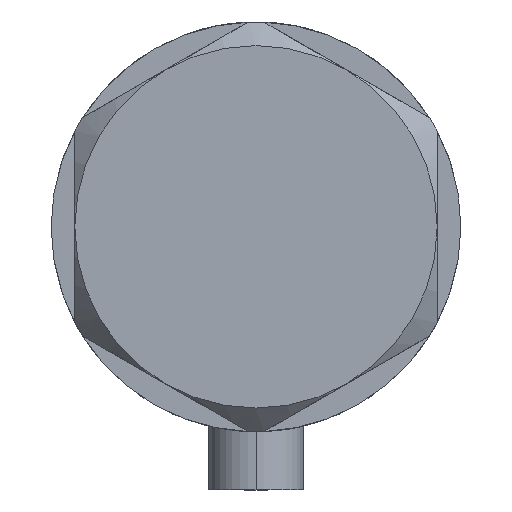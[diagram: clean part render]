
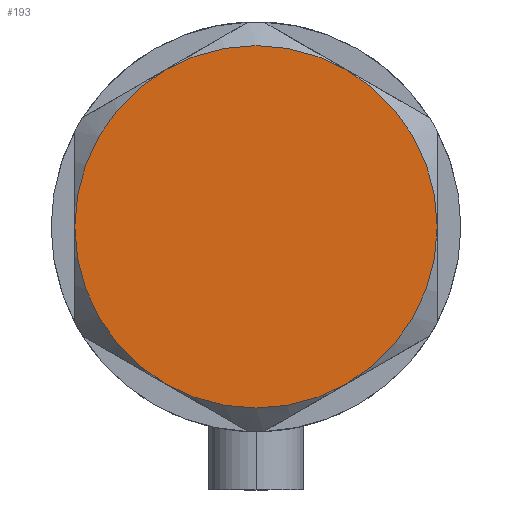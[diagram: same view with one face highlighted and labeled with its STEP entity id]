
A CAD part, left-side view. The second image highlights one B-rep face of the part: STEP entity #193.
In plain terms, the highlighted face is planar.
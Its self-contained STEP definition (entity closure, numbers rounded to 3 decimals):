
#57 = CARTESIAN_POINT ( 'NONE',  ( 0., 0., 9. ) ) ;
#98 = CARTESIAN_POINT ( 'NONE',  ( -11.5, 19.919, 9. ) ) ;
#193 = ADVANCED_FACE ( 'NONE', ( #4013 ), #1480, .T. ) ;
#208 = CARTESIAN_POINT ( 'NONE',  ( -11.5, -19.919, 9. ) ) ;
#209 = CARTESIAN_POINT ( 'NONE',  ( 11.5, -19.919, 9. ) ) ;
#247 = ORIENTED_EDGE ( 'NONE', *, *, #3307, .T. ) ;
#273 = CIRCLE ( 'NONE', #3564, 23. ) ;
#281 = DIRECTION ( 'NONE',  ( 0., 0., 1. ) ) ;
#449 = CIRCLE ( 'NONE', #4292, 23. ) ;
#463 = AXIS2_PLACEMENT_3D ( 'NONE', #2617, #4765, #4091 ) ;
#591 = ORIENTED_EDGE ( 'NONE', *, *, #4259, .T. ) ;
#627 = CARTESIAN_POINT ( 'NONE',  ( 0., 0., 9. ) ) ;
#681 = ORIENTED_EDGE ( 'NONE', *, *, #1924, .T. ) ;
#853 = DIRECTION ( 'NONE',  ( 0., 0., 1. ) ) ;
#984 = AXIS2_PLACEMENT_3D ( 'NONE', #627, #1693, #3174 ) ;
#1199 = CARTESIAN_POINT ( 'NONE',  ( 11.5, 19.919, 9. ) ) ;
#1480 = PLANE ( 'NONE',  #3637 ) ;
#1563 = EDGE_CURVE ( 'NONE', #4490, #1910, #2737, .T. ) ;
#1564 = DIRECTION ( 'NONE',  ( 0., 0., 1. ) ) ;
#1693 = DIRECTION ( 'NONE',  ( 0., 0., 1. ) ) ;
#1710 = VERTEX_POINT ( 'NONE', #3215 ) ;
#1910 = VERTEX_POINT ( 'NONE', #1984 ) ;
#1924 = EDGE_CURVE ( 'NONE', #2931, #4490, #449, .T. ) ;
#1984 = CARTESIAN_POINT ( 'NONE',  ( 23., 0., 9. ) ) ;
#2035 = DIRECTION ( 'NONE',  ( 1., 0., 0. ) ) ;
#2381 = CARTESIAN_POINT ( 'NONE',  ( 0., 0., 9. ) ) ;
#2407 = DIRECTION ( 'NONE',  ( 1., 0., 0. ) ) ;
#2445 = CARTESIAN_POINT ( 'NONE',  ( 0., 0., 9. ) ) ;
#2543 = AXIS2_PLACEMENT_3D ( 'NONE', #57, #1564, #4181 ) ;
#2617 = CARTESIAN_POINT ( 'NONE',  ( 0., 0., 9. ) ) ;
#2701 = ORIENTED_EDGE ( 'NONE', *, *, #1563, .T. ) ;
#2737 = CIRCLE ( 'NONE', #3968, 23. ) ;
#2795 = VERTEX_POINT ( 'NONE', #1199 ) ;
#2931 = VERTEX_POINT ( 'NONE', #208 ) ;
#2933 = EDGE_CURVE ( 'NONE', #4376, #1710, #273, .T. ) ;
#2953 = CIRCLE ( 'NONE', #984, 23. ) ;
#3008 = CARTESIAN_POINT ( 'NONE',  ( 0., 0., 9. ) ) ;
#3174 = DIRECTION ( 'NONE',  ( 1., 0., 0. ) ) ;
#3215 = CARTESIAN_POINT ( 'NONE',  ( -23., 0., 9. ) ) ;
#3307 = EDGE_CURVE ( 'NONE', #1710, #2931, #2953, .T. ) ;
#3337 = ORIENTED_EDGE ( 'NONE', *, *, #3698, .T. ) ;
#3564 = AXIS2_PLACEMENT_3D ( 'NONE', #2445, #4250, #4709 ) ;
#3602 = ORIENTED_EDGE ( 'NONE', *, *, #2933, .T. ) ;
#3637 = AXIS2_PLACEMENT_3D ( 'NONE', #3639, #281, #3665 ) ;
#3639 = CARTESIAN_POINT ( 'NONE',  ( 0., 0., 9. ) ) ;
#3665 = DIRECTION ( 'NONE',  ( 1., 0., 0. ) ) ;
#3698 = EDGE_CURVE ( 'NONE', #2795, #4376, #4650, .T. ) ;
#3910 = CIRCLE ( 'NONE', #463, 23. ) ;
#3968 = AXIS2_PLACEMENT_3D ( 'NONE', #3008, #853, #2407 ) ;
#4013 = FACE_OUTER_BOUND ( 'NONE', #4449, .T. ) ;
#4091 = DIRECTION ( 'NONE',  ( 1., 0., 0. ) ) ;
#4181 = DIRECTION ( 'NONE',  ( 1., 0., 0. ) ) ;
#4250 = DIRECTION ( 'NONE',  ( 0., 0., 1. ) ) ;
#4259 = EDGE_CURVE ( 'NONE', #1910, #2795, #3910, .T. ) ;
#4273 = DIRECTION ( 'NONE',  ( 0., 0., 1. ) ) ;
#4292 = AXIS2_PLACEMENT_3D ( 'NONE', #2381, #4273, #2035 ) ;
#4376 = VERTEX_POINT ( 'NONE', #98 ) ;
#4449 = EDGE_LOOP ( 'NONE', ( #2701, #591, #3337, #3602, #247, #681 ) ) ;
#4490 = VERTEX_POINT ( 'NONE', #209 ) ;
#4650 = CIRCLE ( 'NONE', #2543, 23. ) ;
#4709 = DIRECTION ( 'NONE',  ( 1., 0., 0. ) ) ;
#4765 = DIRECTION ( 'NONE',  ( 0., 0., 1. ) ) ;
